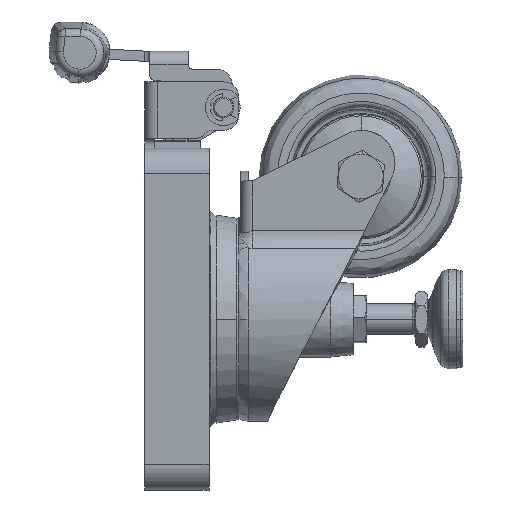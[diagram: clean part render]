
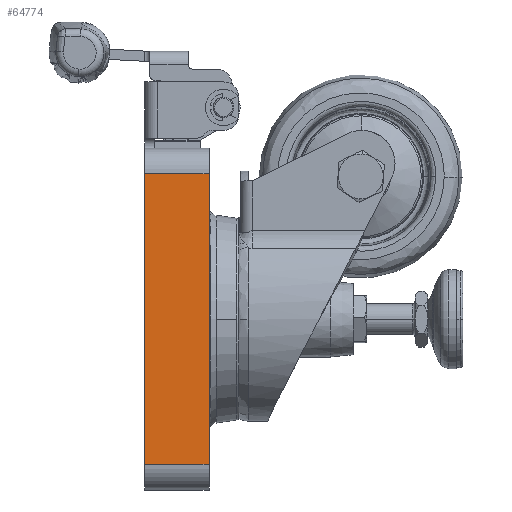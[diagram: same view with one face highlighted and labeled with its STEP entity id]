
A CAD part, left-side view. The second image highlights one B-rep face of the part: STEP entity #64774.
In plain terms, the highlighted planar face has unit normal (-1, 0, 0).
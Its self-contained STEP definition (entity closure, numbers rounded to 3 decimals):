
#578 = PLANE ( 'NONE',  #110342 ) ;
#993 = ORIENTED_EDGE ( 'NONE', *, *, #9634, .T. ) ;
#3962 = LINE ( 'NONE', #6543, #40380 ) ;
#5199 = EDGE_LOOP ( 'NONE', ( #35326, #54633, #82464, #993 ) ) ;
#5347 = DIRECTION ( 'NONE',  ( 0., 0., 1. ) ) ;
#6543 = CARTESIAN_POINT ( 'NONE',  ( -55., 21.8, -57. ) ) ;
#8961 = LINE ( 'NONE', #41831, #30874 ) ;
#9014 = VERTEX_POINT ( 'NONE', #70447 ) ;
#9634 = EDGE_CURVE ( 'NONE', #112439, #9014, #36242, .T. ) ;
#10456 = DIRECTION ( 'NONE',  ( 0., 0., 1. ) ) ;
#15768 = DIRECTION ( 'NONE',  ( 0., 0., 1. ) ) ;
#27761 = CARTESIAN_POINT ( 'NONE',  ( -55., -3.5, -57. ) ) ;
#30874 = VECTOR ( 'NONE', #31969, 1000. ) ;
#31969 = DIRECTION ( 'NONE',  ( 0., 1., 0. ) ) ;
#35326 = ORIENTED_EDGE ( 'NONE', *, *, #49118, .T. ) ;
#36242 = LINE ( 'NONE', #55407, #52759 ) ;
#40380 = VECTOR ( 'NONE', #15768, 1000. ) ;
#41282 = CARTESIAN_POINT ( 'NONE',  ( -55., 21.8, -57. ) ) ;
#41831 = CARTESIAN_POINT ( 'NONE',  ( -55., -3.5, 57. ) ) ;
#49118 = EDGE_CURVE ( 'NONE', #9014, #50747, #8961, .T. ) ;
#50747 = VERTEX_POINT ( 'NONE', #65416 ) ;
#52759 = VECTOR ( 'NONE', #5347, 1000. ) ;
#54633 = ORIENTED_EDGE ( 'NONE', *, *, #59737, .F. ) ;
#55407 = CARTESIAN_POINT ( 'NONE',  ( -55., -3.5, -57. ) ) ;
#59737 = EDGE_CURVE ( 'NONE', #97382, #50747, #3962, .T. ) ;
#59906 = CARTESIAN_POINT ( 'NONE',  ( -55., -3.5, -57. ) ) ;
#64774 = ADVANCED_FACE ( 'NONE', ( #121109 ), #578, .T. ) ;
#65416 = CARTESIAN_POINT ( 'NONE',  ( -55., 21.8, 57. ) ) ;
#70447 = CARTESIAN_POINT ( 'NONE',  ( -55., -3.5, 57. ) ) ;
#74960 = EDGE_CURVE ( 'NONE', #112439, #97382, #87717, .T. ) ;
#82464 = ORIENTED_EDGE ( 'NONE', *, *, #74960, .F. ) ;
#87717 = LINE ( 'NONE', #27761, #114439 ) ;
#97382 = VERTEX_POINT ( 'NONE', #41282 ) ;
#100050 = DIRECTION ( 'NONE',  ( -1., 0., 0. ) ) ;
#108154 = DIRECTION ( 'NONE',  ( 0., 1., 0. ) ) ;
#110342 = AXIS2_PLACEMENT_3D ( 'NONE', #59906, #100050, #10456 ) ;
#112439 = VERTEX_POINT ( 'NONE', #113570 ) ;
#113570 = CARTESIAN_POINT ( 'NONE',  ( -55., -3.5, -57. ) ) ;
#114439 = VECTOR ( 'NONE', #108154, 1000. ) ;
#121109 = FACE_OUTER_BOUND ( 'NONE', #5199, .T. ) ;
